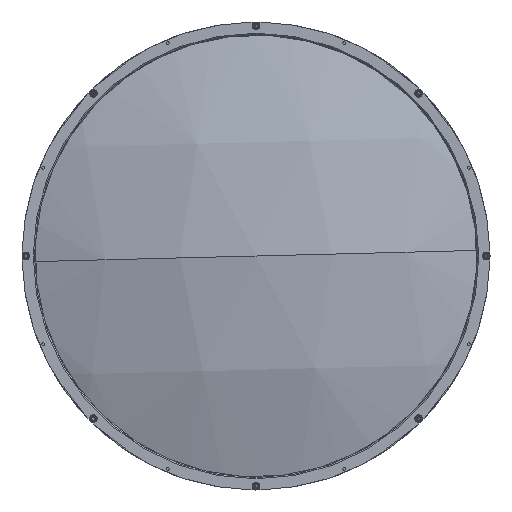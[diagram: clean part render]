
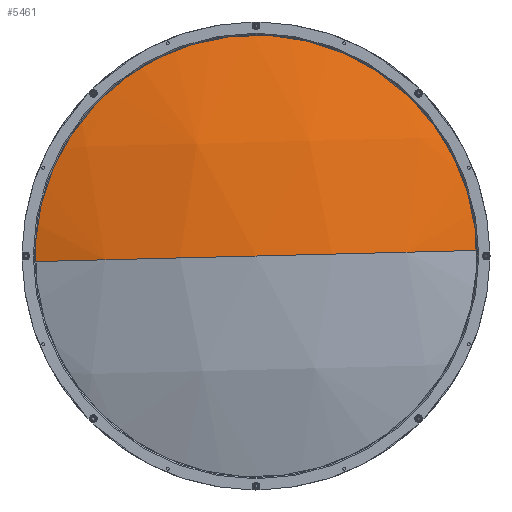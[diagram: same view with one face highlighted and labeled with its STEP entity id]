
A CAD part, left-side view. The second image highlights one B-rep face of the part: STEP entity #5461.
In plain terms, the highlighted spherical face has radius 527.92 mm.
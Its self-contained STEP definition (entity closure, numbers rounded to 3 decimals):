
#433 = EDGE_CURVE ( 'NONE', #4960, #10577, #17672, .T. ) ;
#1546 = ORIENTED_EDGE ( 'NONE', *, *, #10373, .T. ) ;
#2082 = CARTESIAN_POINT ( 'NONE',  ( 28.634, 179.943, -4.542 ) ) ;
#2898 = CARTESIAN_POINT ( 'NONE',  ( -3., 0., 0. ) ) ;
#4960 = VERTEX_POINT ( 'NONE', #26766 ) ;
#5003 = AXIS2_PLACEMENT_3D ( 'NONE', #6452, #6281, #5876 ) ;
#5461 = ADVANCED_FACE ( 'NONE', ( #12851 ), #6600, .T. ) ;
#5876 = DIRECTION ( 'NONE',  ( 0., -1., 0.025 ) ) ;
#6132 = DIRECTION ( 'NONE',  ( 0., 0.025, 1. ) ) ;
#6281 = DIRECTION ( 'NONE',  ( 0., 0.025, 1. ) ) ;
#6452 = CARTESIAN_POINT ( 'NONE',  ( 524.92, 0., 0. ) ) ;
#6513 = ORIENTED_EDGE ( 'NONE', *, *, #433, .F. ) ;
#6600 = SPHERICAL_SURFACE ( 'NONE', #5003, 527.92 ) ;
#8262 = CARTESIAN_POINT ( 'NONE',  ( 28.634, 0., 0. ) ) ;
#10373 = EDGE_CURVE ( 'NONE', #4960, #10439, #17090, .T. ) ;
#10391 = DIRECTION ( 'NONE',  ( 0., 0.025, 1. ) ) ;
#10439 = VERTEX_POINT ( 'NONE', #2082 ) ;
#10577 = VERTEX_POINT ( 'NONE', #2898 ) ;
#12824 = EDGE_CURVE ( 'NONE', #10439, #10577, #19633, .T. ) ;
#12851 = FACE_OUTER_BOUND ( 'NONE', #21609, .T. ) ;
#15724 = DIRECTION ( 'NONE',  ( 0., 1., -0.025 ) ) ;
#15756 = DIRECTION ( 'NONE',  ( 0., -0.025, -1. ) ) ;
#15816 = CARTESIAN_POINT ( 'NONE',  ( 524.92, 0., 0. ) ) ;
#15875 = AXIS2_PLACEMENT_3D ( 'NONE', #8262, #23088, #10391 ) ;
#17090 = CIRCLE ( 'NONE', #15875, 180. ) ;
#17672 = CIRCLE ( 'NONE', #23692, 527.92 ) ;
#18781 = CARTESIAN_POINT ( 'NONE',  ( 524.92, 0., 0. ) ) ;
#19633 = CIRCLE ( 'NONE', #26670, 527.92 ) ;
#20530 = ORIENTED_EDGE ( 'NONE', *, *, #12824, .T. ) ;
#20917 = DIRECTION ( 'NONE',  ( 0., -1., 0.025 ) ) ;
#21609 = EDGE_LOOP ( 'NONE', ( #1546, #20530, #6513 ) ) ;
#23088 = DIRECTION ( 'NONE',  ( -1., 0., 0. ) ) ;
#23692 = AXIS2_PLACEMENT_3D ( 'NONE', #15816, #15756, #15724 ) ;
#26670 = AXIS2_PLACEMENT_3D ( 'NONE', #18781, #6132, #20917 ) ;
#26766 = CARTESIAN_POINT ( 'NONE',  ( 28.634, -179.943, 4.542 ) ) ;
